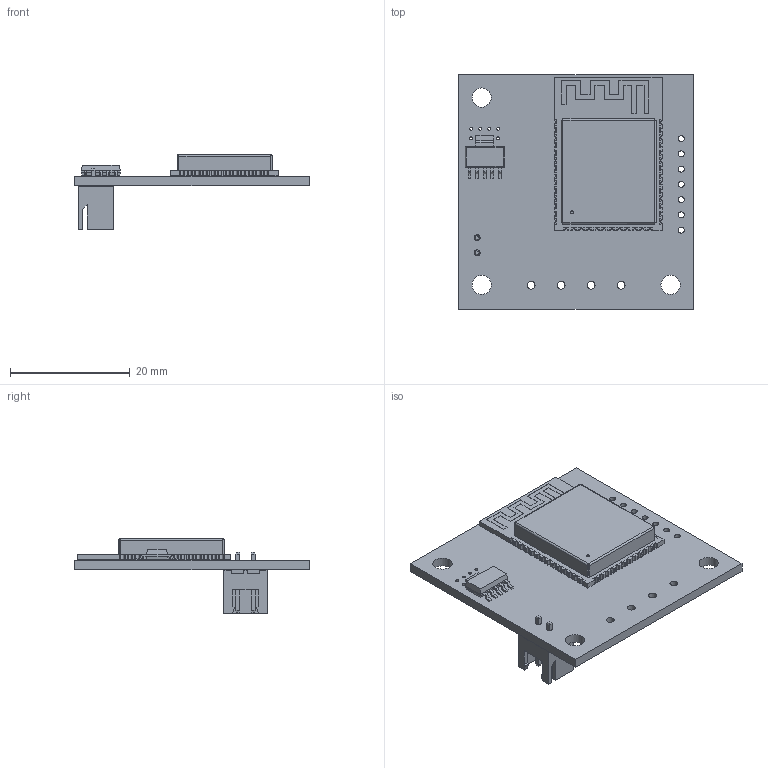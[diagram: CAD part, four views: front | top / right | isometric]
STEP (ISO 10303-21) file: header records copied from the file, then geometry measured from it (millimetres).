
FILE_DESCRIPTION(('KiCad electronic assembly'),'2;1');
FILE_NAME('sensor board.step','2023-05-16T17:39:48',('Pcbnew'),('Kicad') ,'Open CASCADE STEP processor 7.6','KiCad to STEP converter','Unknown' );
FILE_SCHEMA(('AUTOMOTIVE_DESIGN { 1 0 10303 214 1 1 1 1 }'));
Length unit declared in the file: millimetre
Products named in the file (9): sensor board 1; JST - XH - Thru (V) - 2Pin - 2.54mm; SOLID; ESP32-S3-WROOM-1-N16R2; COMPOUND; TPS79633DCQ; sensor board PCB; sensor board 2
Assembly tree (7 placements, depth 3):
  sensor board 1
    JST - XH - Thru (V) - 2Pin - 2.54mm
      SOLID
    ESP32-S3-WROOM-1-N16R2
      COMPOUND
    TPS79633DCQ
      COMPOUND
    sensor board PCB
  sensor board 2
Bounding box: 39.16 x 39.13 x 12.49 mm (x, y, z)
Volume: 3042.2 mm3; surface area: 6051.5 mm2
Topology: 61 solids, 81 shells, 1224 faces, 3118 edges, 2068 vertices
Faces by surface type: bspline 1180, cylinder 38, plane 6
Full cylindrical faces by diameter (mm): 0.2 x12, 0.5 x10, 1 x9, 1.3 x4, 3.2 x3
Entity records: 74932 total; most frequent: CARTESIAN_POINT 30630, B_SPLINE_CURVE_WITH_KNOTS 8680, ORIENTED_EDGE 6236, PCURVE 6236, DEFINITIONAL_REPRESENTATION 6236, EDGE_CURVE 3118, SURFACE_CURVE 3076, VERTEX_POINT 2068
